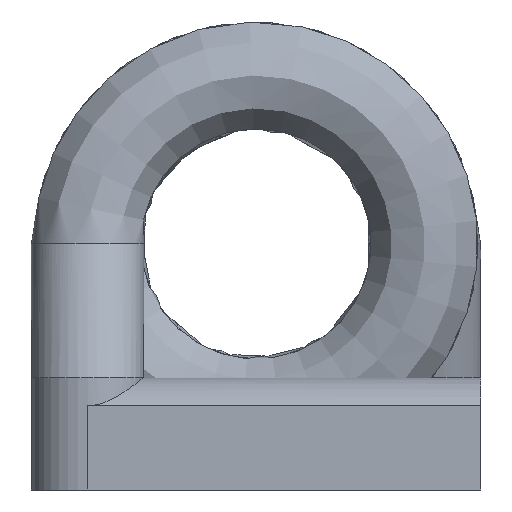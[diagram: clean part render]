
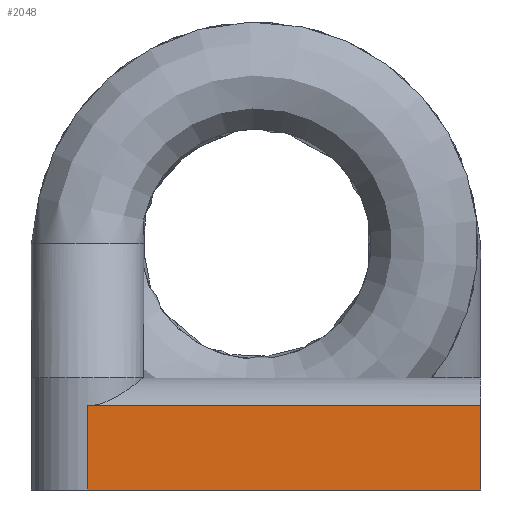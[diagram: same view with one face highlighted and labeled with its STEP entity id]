
A CAD part, left-side view. The second image highlights one B-rep face of the part: STEP entity #2048.
In plain terms, the highlighted planar face has unit normal (-1, 0, 0).
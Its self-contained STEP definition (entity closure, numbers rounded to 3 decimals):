
#1654=DIRECTION('',(0.,1.,0.));
#1832=VERTEX_POINT('',#1833);
#1833=CARTESIAN_POINT('',(-2.86,1.335,0.668));
#1890=ORIENTED_EDGE('',*,*,#1891,.T.);
#1891=EDGE_CURVE('',#1832,#1892,#1894,.T.);
#1892=VERTEX_POINT('',#1893);
#1893=CARTESIAN_POINT('',(-2.86,1.335,0.));
#1894=LINE('',#1833,#1895);
#1895=VECTOR('',#1896,1.);
#1896=DIRECTION('',(0.,0.,-1.));
#2033=VERTEX_POINT('',#2034);
#2034=CARTESIAN_POINT('',(-2.86,-1.78,0.668));
#2043=VECTOR('',#1654,1.);
#2045=EDGE_CURVE('',#2033,#1832,#2046,.T.);
#2046=LINE('',#2034,#2043);
#2048=ADVANCED_FACE('',(#2049),#2060,.T.);
#2049=FACE_BOUND('',#2050,.T.);
#2050=EDGE_LOOP('',(#2051,#1890,#2052,#2057));
#2051=ORIENTED_EDGE('',*,*,#2045,.T.);
#2052=ORIENTED_EDGE('',*,*,#2053,.F.);
#2053=EDGE_CURVE('',#2054,#1892,#2056,.T.);
#2054=VERTEX_POINT('',#2055);
#2055=CARTESIAN_POINT('',(-2.86,-1.78,0.));
#2056=LINE('',#2055,#2043);
#2057=ORIENTED_EDGE('',*,*,#2058,.F.);
#2058=EDGE_CURVE('',#2033,#2054,#2059,.T.);
#2059=LINE('',#2034,#1895);
#2060=PLANE('',#2061);
#2061=AXIS2_PLACEMENT_3D('',#2034,#2062,#1896);
#2062=DIRECTION('',(-1.,0.,0.));
